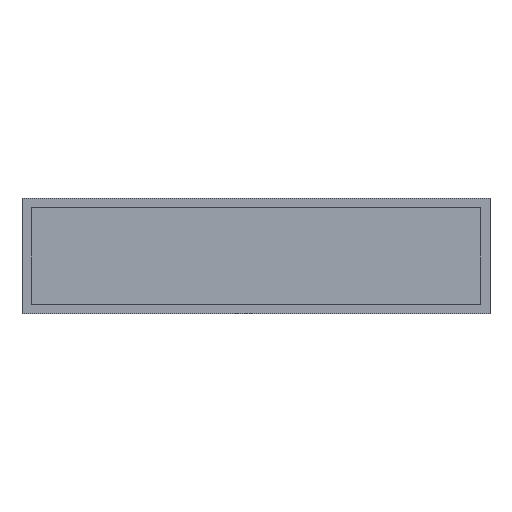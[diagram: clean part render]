
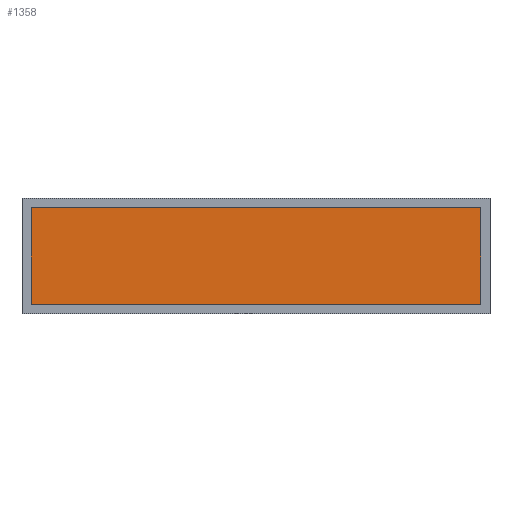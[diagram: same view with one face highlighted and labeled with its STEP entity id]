
A CAD part, top view. The second image highlights one B-rep face of the part: STEP entity #1358.
In plain terms, the highlighted planar face has unit normal (0, 0, 1).
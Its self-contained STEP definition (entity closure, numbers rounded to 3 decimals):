
#662 = CARTESIAN_POINT ( 'NONE',  ( 573.7, 123.7, -2. ) ) ;
#1200 = ORIENTED_EDGE ( 'NONE', *, *, #3764, .T. ) ;
#1209 = DIRECTION ( 'NONE',  ( 1., 0., 0. ) ) ;
#1336 = VECTOR ( 'NONE', #5078, 1000. ) ;
#1354 = CARTESIAN_POINT ( 'NONE',  ( -573.7, -123.7, -2. ) ) ;
#1358 = ADVANCED_FACE ( 'NONE', ( #2699 ), #2977, .T. ) ;
#1448 = LINE ( 'NONE', #4325, #2513 ) ;
#1609 = EDGE_LOOP ( 'NONE', ( #1200, #2345, #3676, #5662 ) ) ;
#1943 = CARTESIAN_POINT ( 'NONE',  ( -573.7, -123.7, -2. ) ) ;
#2078 = VERTEX_POINT ( 'NONE', #2816 ) ;
#2092 = CARTESIAN_POINT ( 'NONE',  ( 0., 0., -2. ) ) ;
#2242 = EDGE_CURVE ( 'NONE', #5782, #3070, #5518, .T. ) ;
#2345 = ORIENTED_EDGE ( 'NONE', *, *, #3465, .T. ) ;
#2394 = VERTEX_POINT ( 'NONE', #662 ) ;
#2513 = VECTOR ( 'NONE', #5642, 1000. ) ;
#2699 = FACE_OUTER_BOUND ( 'NONE', #1609, .T. ) ;
#2816 = CARTESIAN_POINT ( 'NONE',  ( 573.7, -123.7, -2. ) ) ;
#2914 = AXIS2_PLACEMENT_3D ( 'NONE', #2092, #3894, #1209 ) ;
#2977 = PLANE ( 'NONE',  #2914 ) ;
#3070 = VERTEX_POINT ( 'NONE', #1354 ) ;
#3259 = CARTESIAN_POINT ( 'NONE',  ( 573.7, 123.7, -2. ) ) ;
#3465 = EDGE_CURVE ( 'NONE', #2078, #2394, #1448, .T. ) ;
#3676 = ORIENTED_EDGE ( 'NONE', *, *, #5269, .T. ) ;
#3717 = CARTESIAN_POINT ( 'NONE',  ( -573.7, 123.7, -2. ) ) ;
#3764 = EDGE_CURVE ( 'NONE', #3070, #2078, #4883, .T. ) ;
#3894 = DIRECTION ( 'NONE',  ( 0., 0., 1. ) ) ;
#4134 = CARTESIAN_POINT ( 'NONE',  ( -573.7, 123.7, -2. ) ) ;
#4190 = VECTOR ( 'NONE', #4595, 1000. ) ;
#4325 = CARTESIAN_POINT ( 'NONE',  ( 573.7, -123.7, -2. ) ) ;
#4579 = DIRECTION ( 'NONE',  ( 0., -1., 0. ) ) ;
#4595 = DIRECTION ( 'NONE',  ( -1., 0., 0. ) ) ;
#4883 = LINE ( 'NONE', #1943, #1336 ) ;
#5078 = DIRECTION ( 'NONE',  ( 1., 0., 0. ) ) ;
#5269 = EDGE_CURVE ( 'NONE', #2394, #5782, #5364, .T. ) ;
#5364 = LINE ( 'NONE', #3259, #4190 ) ;
#5375 = VECTOR ( 'NONE', #4579, 1000. ) ;
#5518 = LINE ( 'NONE', #4134, #5375 ) ;
#5642 = DIRECTION ( 'NONE',  ( 0., 1., 0. ) ) ;
#5662 = ORIENTED_EDGE ( 'NONE', *, *, #2242, .T. ) ;
#5782 = VERTEX_POINT ( 'NONE', #3717 ) ;
